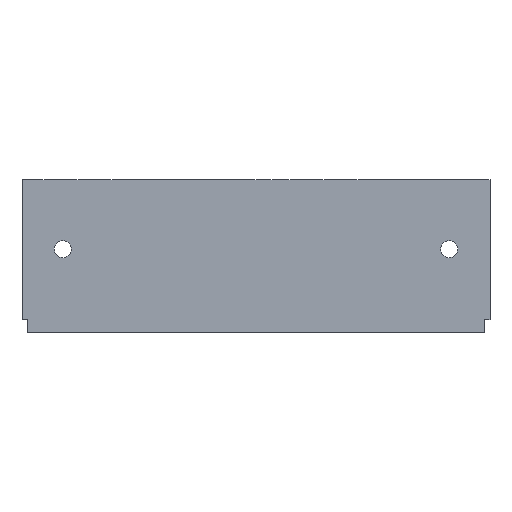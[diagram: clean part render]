
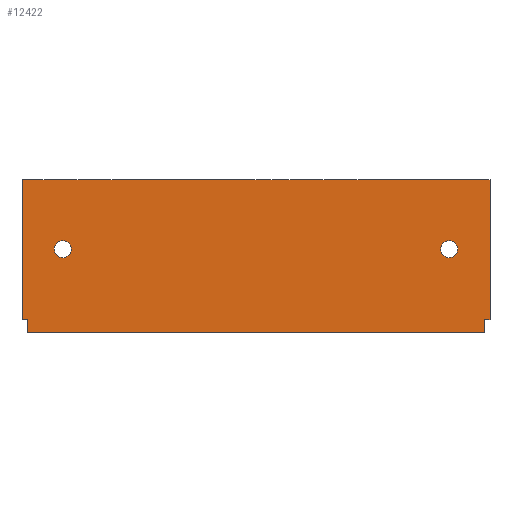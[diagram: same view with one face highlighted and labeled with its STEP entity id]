
A CAD part, front view. The second image highlights one B-rep face of the part: STEP entity #12422.
In plain terms, the highlighted planar face has unit normal (0, -1, 0).
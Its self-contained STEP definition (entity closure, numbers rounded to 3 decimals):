
#110 = EDGE_CURVE ( 'NONE', #6593, #5475, #8656, .T. ) ;
#337 = ORIENTED_EDGE ( 'NONE', *, *, #10794, .F. ) ;
#619 = CARTESIAN_POINT ( 'NONE',  ( 60.905, 0., -8.805 ) ) ;
#932 = LINE ( 'NONE', #2720, #13335 ) ;
#945 = EDGE_CURVE ( 'NONE', #11733, #7418, #9727, .T. ) ;
#985 = DIRECTION ( 'NONE',  ( 0., 0., 1. ) ) ;
#1053 = ORIENTED_EDGE ( 'NONE', *, *, #1212, .F. ) ;
#1096 = CARTESIAN_POINT ( 'NONE',  ( -0.86, 0., -20.25 ) ) ;
#1137 = ORIENTED_EDGE ( 'NONE', *, *, #8134, .F. ) ;
#1141 = AXIS2_PLACEMENT_3D ( 'NONE', #2786, #9241, #10244 ) ;
#1212 = EDGE_CURVE ( 'NONE', #6593, #7772, #7379, .T. ) ;
#1254 = DIRECTION ( 'NONE',  ( 0., -1., 0. ) ) ;
#1284 = ORIENTED_EDGE ( 'NONE', *, *, #1586, .F. ) ;
#1436 = DIRECTION ( 'NONE',  ( -1., 0., 0. ) ) ;
#1586 = EDGE_CURVE ( 'NONE', #2711, #11733, #3013, .T. ) ;
#1613 = ORIENTED_EDGE ( 'NONE', *, *, #945, .F. ) ;
#1849 = CARTESIAN_POINT ( 'NONE',  ( 66.79, 0., 0. ) ) ;
#1860 = DIRECTION ( 'NONE',  ( 0., 0., -1. ) ) ;
#2180 = CARTESIAN_POINT ( 'NONE',  ( 66.79, 0., -20.25 ) ) ;
#2417 = EDGE_CURVE ( 'NONE', #11920, #10811, #5648, .T. ) ;
#2669 = VECTOR ( 'NONE', #13166, 1000. ) ;
#2711 = VERTEX_POINT ( 'NONE', #8113 ) ;
#2720 = CARTESIAN_POINT ( 'NONE',  ( 65.93, 0., 0. ) ) ;
#2786 = CARTESIAN_POINT ( 'NONE',  ( 5.025, 0., -10.03 ) ) ;
#2797 = DIRECTION ( 'NONE',  ( -1., 0., 0. ) ) ;
#3005 = ORIENTED_EDGE ( 'NONE', *, *, #10013, .F. ) ;
#3013 = LINE ( 'NONE', #1849, #3183 ) ;
#3183 = VECTOR ( 'NONE', #1860, 1000. ) ;
#3504 = VECTOR ( 'NONE', #5266, 1000. ) ;
#3518 = LINE ( 'NONE', #11282, #11407 ) ;
#3803 = EDGE_LOOP ( 'NONE', ( #9587, #1053, #9906, #3912, #337, #3005, #1613, #1284 ) ) ;
#3912 = ORIENTED_EDGE ( 'NONE', *, *, #9763, .T. ) ;
#3984 = CARTESIAN_POINT ( 'NONE',  ( 65.93, 0., -20.25 ) ) ;
#4878 = PLANE ( 'NONE',  #8000 ) ;
#5142 = CARTESIAN_POINT ( 'NONE',  ( 0., 0., -20.25 ) ) ;
#5266 = DIRECTION ( 'NONE',  ( 0., 0., -1. ) ) ;
#5475 = VERTEX_POINT ( 'NONE', #5142 ) ;
#5526 = CIRCLE ( 'NONE', #10456, 1.225 ) ;
#5648 = CIRCLE ( 'NONE', #9426, 1.225 ) ;
#5727 = CARTESIAN_POINT ( 'NONE',  ( -0.86, 0., 0. ) ) ;
#5946 = DIRECTION ( 'NONE',  ( 0., 0., 1. ) ) ;
#6124 = CARTESIAN_POINT ( 'NONE',  ( 60.905, 0., -10.03 ) ) ;
#6200 = CARTESIAN_POINT ( 'NONE',  ( -0.86, 0., -20.25 ) ) ;
#6318 = VERTEX_POINT ( 'NONE', #6548 ) ;
#6548 = CARTESIAN_POINT ( 'NONE',  ( 0., 0., -22. ) ) ;
#6593 = VERTEX_POINT ( 'NONE', #6200 ) ;
#6743 = ORIENTED_EDGE ( 'NONE', *, *, #2417, .F. ) ;
#6855 = LINE ( 'NONE', #11726, #3504 ) ;
#7043 = VECTOR ( 'NONE', #985, 1000. ) ;
#7090 = ORIENTED_EDGE ( 'NONE', *, *, #7420, .F. ) ;
#7216 = DIRECTION ( 'NONE',  ( 0., 0., 1. ) ) ;
#7268 = CARTESIAN_POINT ( 'NONE',  ( 5.025, 0., -11.255 ) ) ;
#7379 = LINE ( 'NONE', #1096, #7043 ) ;
#7418 = VERTEX_POINT ( 'NONE', #3984 ) ;
#7420 = EDGE_CURVE ( 'NONE', #13845, #12536, #13993, .T. ) ;
#7567 = CIRCLE ( 'NONE', #9929, 1.225 ) ;
#7597 = VERTEX_POINT ( 'NONE', #13139 ) ;
#7747 = CARTESIAN_POINT ( 'NONE',  ( 5.025, 0., -10.03 ) ) ;
#7772 = VERTEX_POINT ( 'NONE', #5727 ) ;
#8000 = AXIS2_PLACEMENT_3D ( 'NONE', #10260, #12418, #5946 ) ;
#8086 = FACE_BOUND ( 'NONE', #11095, .T. ) ;
#8113 = CARTESIAN_POINT ( 'NONE',  ( 66.79, 0., 0. ) ) ;
#8134 = EDGE_CURVE ( 'NONE', #10811, #11920, #7567, .T. ) ;
#8656 = LINE ( 'NONE', #13655, #2669 ) ;
#8835 = DIRECTION ( 'NONE',  ( 0., 0., 1. ) ) ;
#8944 = CARTESIAN_POINT ( 'NONE',  ( 66.79, 0., -20.25 ) ) ;
#9241 = DIRECTION ( 'NONE',  ( 0., -1., 0. ) ) ;
#9261 = FACE_OUTER_BOUND ( 'NONE', #3803, .T. ) ;
#9426 = AXIS2_PLACEMENT_3D ( 'NONE', #10293, #10282, #10264 ) ;
#9555 = EDGE_CURVE ( 'NONE', #2711, #7772, #932, .T. ) ;
#9587 = ORIENTED_EDGE ( 'NONE', *, *, #9555, .T. ) ;
#9727 = LINE ( 'NONE', #2180, #10079 ) ;
#9763 = EDGE_CURVE ( 'NONE', #5475, #6318, #6855, .T. ) ;
#9906 = ORIENTED_EDGE ( 'NONE', *, *, #110, .T. ) ;
#9929 = AXIS2_PLACEMENT_3D ( 'NONE', #6124, #13742, #7216 ) ;
#10013 = EDGE_CURVE ( 'NONE', #7418, #7597, #3518, .T. ) ;
#10079 = VECTOR ( 'NONE', #1436, 1000. ) ;
#10244 = DIRECTION ( 'NONE',  ( 0., 0., 1. ) ) ;
#10260 = CARTESIAN_POINT ( 'NONE',  ( 65.93, 0., 0. ) ) ;
#10264 = DIRECTION ( 'NONE',  ( 0., 0., 1. ) ) ;
#10281 = DIRECTION ( 'NONE',  ( -1., 0., 0. ) ) ;
#10282 = DIRECTION ( 'NONE',  ( 0., -1., 0. ) ) ;
#10293 = CARTESIAN_POINT ( 'NONE',  ( 60.905, 0., -10.03 ) ) ;
#10456 = AXIS2_PLACEMENT_3D ( 'NONE', #7747, #1254, #8835 ) ;
#10794 = EDGE_CURVE ( 'NONE', #7597, #6318, #14122, .T. ) ;
#10811 = VERTEX_POINT ( 'NONE', #619 ) ;
#11095 = EDGE_LOOP ( 'NONE', ( #13615, #7090 ) ) ;
#11282 = CARTESIAN_POINT ( 'NONE',  ( 65.93, 0., 0. ) ) ;
#11407 = VECTOR ( 'NONE', #12379, 1000. ) ;
#11429 = CARTESIAN_POINT ( 'NONE',  ( 65.93, 0., -22. ) ) ;
#11523 = CARTESIAN_POINT ( 'NONE',  ( 5.025, 0., -8.805 ) ) ;
#11726 = CARTESIAN_POINT ( 'NONE',  ( 0., 0., 0. ) ) ;
#11733 = VERTEX_POINT ( 'NONE', #8944 ) ;
#11920 = VERTEX_POINT ( 'NONE', #12491 ) ;
#12219 = EDGE_CURVE ( 'NONE', #12536, #13845, #5526, .T. ) ;
#12379 = DIRECTION ( 'NONE',  ( 0., 0., -1. ) ) ;
#12418 = DIRECTION ( 'NONE',  ( 0., 1., 0. ) ) ;
#12422 = ADVANCED_FACE ( 'NONE', ( #13898, #8086, #9261 ), #4878, .F. ) ;
#12491 = CARTESIAN_POINT ( 'NONE',  ( 60.905, 0., -11.255 ) ) ;
#12536 = VERTEX_POINT ( 'NONE', #11523 ) ;
#12667 = EDGE_LOOP ( 'NONE', ( #1137, #6743 ) ) ;
#13139 = CARTESIAN_POINT ( 'NONE',  ( 65.93, 0., -22. ) ) ;
#13166 = DIRECTION ( 'NONE',  ( 1., 0., 0. ) ) ;
#13335 = VECTOR ( 'NONE', #10281, 1000. ) ;
#13602 = VECTOR ( 'NONE', #2797, 1000. ) ;
#13615 = ORIENTED_EDGE ( 'NONE', *, *, #12219, .F. ) ;
#13655 = CARTESIAN_POINT ( 'NONE',  ( -0.86, 0., -20.25 ) ) ;
#13742 = DIRECTION ( 'NONE',  ( 0., -1., 0. ) ) ;
#13845 = VERTEX_POINT ( 'NONE', #7268 ) ;
#13898 = FACE_BOUND ( 'NONE', #12667, .T. ) ;
#13993 = CIRCLE ( 'NONE', #1141, 1.225 ) ;
#14122 = LINE ( 'NONE', #11429, #13602 ) ;
